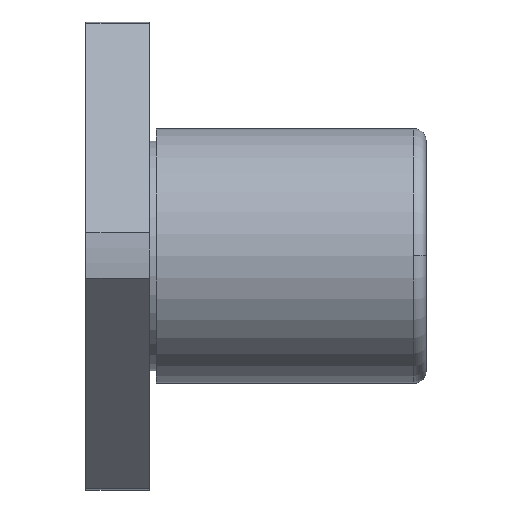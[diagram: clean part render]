
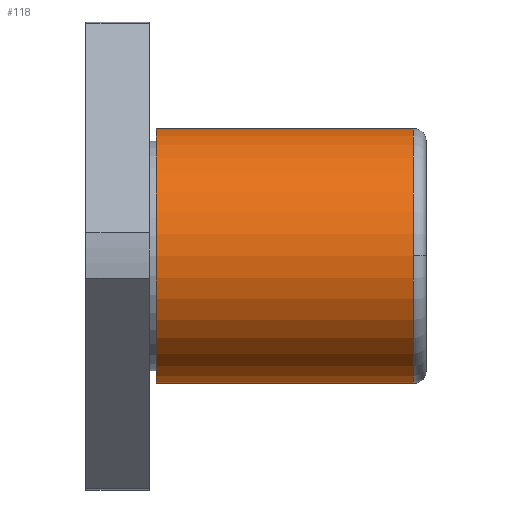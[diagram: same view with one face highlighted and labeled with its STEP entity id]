
A CAD part, top view. The second image highlights one B-rep face of the part: STEP entity #118.
In plain terms, the highlighted cylindrical face has radius 12 mm (diameter 24 mm), a partial arc.
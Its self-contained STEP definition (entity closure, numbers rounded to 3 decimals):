
#118 = ADVANCED_FACE( '', ( #222 ), #223, .T. );
#222 = FACE_OUTER_BOUND( '', #336, .T. );
#223 = CYLINDRICAL_SURFACE( '', #337, 12. );
#336 = EDGE_LOOP( '', ( #674, #675, #676, #677, #678 ) );
#337 = AXIS2_PLACEMENT_3D( '', #679, #680, #681 );
#674 = ORIENTED_EDGE( '', *, *, #730, .T. );
#675 = ORIENTED_EDGE( '', *, *, #837, .F. );
#676 = ORIENTED_EDGE( '', *, *, #733, .T. );
#677 = ORIENTED_EDGE( '', *, *, #836, .T. );
#678 = ORIENTED_EDGE( '', *, *, #739, .T. );
#679 = CARTESIAN_POINT( '', ( 18.7, 0., 0. ) );
#680 = DIRECTION( '', ( 1., 0., 0. ) );
#681 = DIRECTION( '', ( 0., 1., 0. ) );
#730 = EDGE_CURVE( '', #849, #850, #851, .T. );
#733 = EDGE_CURVE( '', #856, #854, #857, .T. );
#739 = EDGE_CURVE( '', #860, #849, #867, .T. );
#836 = EDGE_CURVE( '', #854, #860, #1028, .T. );
#837 = EDGE_CURVE( '', #856, #850, #1029, .T. );
#849 = VERTEX_POINT( '', #1043 );
#850 = VERTEX_POINT( '', #1044 );
#851 = LINE( '', #1045, #1046 );
#854 = VERTEX_POINT( '', #1049 );
#856 = VERTEX_POINT( '', #1051 );
#857 = LINE( '', #1052, #1053 );
#860 = VERTEX_POINT( '', #1056 );
#867 = CIRCLE( '', #1063, 12. );
#1028 = CIRCLE( '', #1264, 12. );
#1029 = CIRCLE( '', #1265, 12. );
#1043 = CARTESIAN_POINT( '', ( 30.8, 12., 0. ) );
#1044 = CARTESIAN_POINT( '', ( 6.6, 12., 0. ) );
#1045 = CARTESIAN_POINT( '', ( 18.7, 12., 0. ) );
#1046 = VECTOR( '', #1277, 1. );
#1049 = CARTESIAN_POINT( '', ( 30.8, -12., 0. ) );
#1051 = CARTESIAN_POINT( '', ( 6.6, -12., 0. ) );
#1052 = CARTESIAN_POINT( '', ( 18.7, -12., 0. ) );
#1053 = VECTOR( '', #1284, 1. );
#1056 = CARTESIAN_POINT( '', ( 30.8, 0., 12. ) );
#1063 = AXIS2_PLACEMENT_3D( '', #1300, #1301, #1302 );
#1264 = AXIS2_PLACEMENT_3D( '', #1511, #1512, #1513 );
#1265 = AXIS2_PLACEMENT_3D( '', #1514, #1515, #1516 );
#1277 = DIRECTION( '', ( -1., 0., 0. ) );
#1284 = DIRECTION( '', ( 1., 0., 0. ) );
#1300 = CARTESIAN_POINT( '', ( 30.8, 0., 0. ) );
#1301 = DIRECTION( '', ( -1., 0., 0. ) );
#1302 = DIRECTION( '', ( 0., 1., 0. ) );
#1511 = CARTESIAN_POINT( '', ( 30.8, 0., 0. ) );
#1512 = DIRECTION( '', ( -1., 0., 0. ) );
#1513 = DIRECTION( '', ( 0., 1., 0. ) );
#1514 = CARTESIAN_POINT( '', ( 6.6, 0., 0. ) );
#1515 = DIRECTION( '', ( -1., 0., 0. ) );
#1516 = DIRECTION( '', ( 0., 1., 0. ) );
